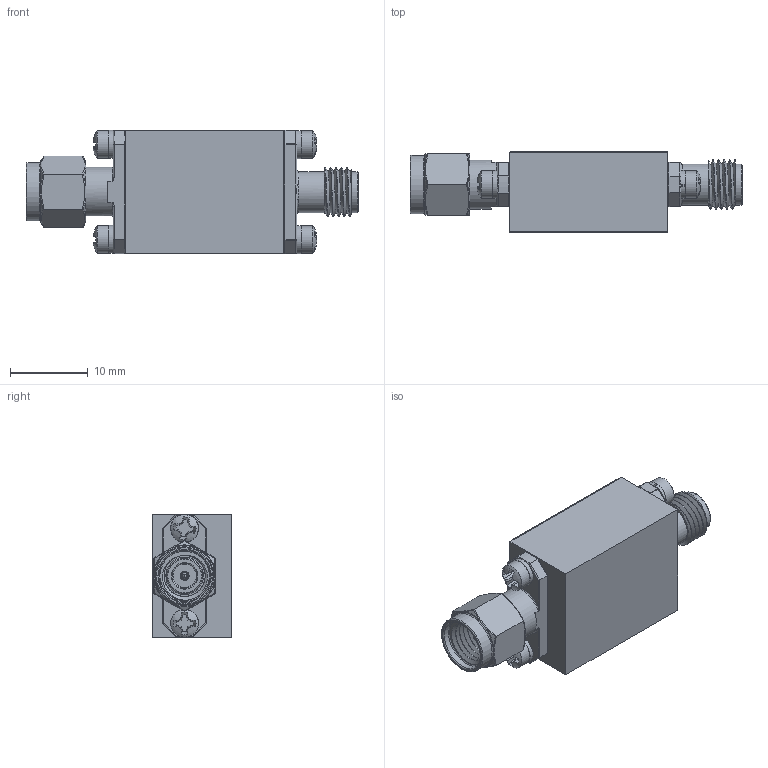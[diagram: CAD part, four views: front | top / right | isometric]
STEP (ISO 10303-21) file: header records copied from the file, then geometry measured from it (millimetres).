
FILE_DESCRIPTION (( 'STEP AP214' ), '1' );
FILE_NAME ('LM-0R1G4G-100W-15DBM-SMF-ROHS 3D MODEL.STEP', '2025-03-28T13:06:07', ( '' ), ( '' ), 'SwSTEP 2.0', 'SolidWorks 2024', '' );
FILE_SCHEMA (( 'AUTOMOTIVE_DESIGN' ));
Length unit declared in the file: inch
Products named in the file (1): LM-0R1G4G-100W-15DBM-SMF-ROHS 3D MODEL
Bounding box: 42.7 x 10.29 x 15.89 mm (x, y, z)
Volume: 3896.1 mm3; surface area: 5272.2 mm2
Topology: 28 solids, 28 shells, 978 faces, 3807 edges, 3033 vertices
Faces by surface type: plane 523, cylinder 206, torus 81, cone 75, bspline 47, sphere 46
Full cylindrical faces by diameter (mm): 0.508 x4, 0.762 x2, 0.914 x3, 1.016 x1, 1.168 x2, 1.191 x8, 1.27 x1, 1.524 x16, 1.778 x12, 1.943 x1, 2.184 x8, 2.591 x2, 2.642 x2, 3.302 x1, 3.556 x4, 3.759 x2, 4.013 x2, 4.089 x2, 4.191 x2, 4.572 x1, 4.597 x2, 5.08 x2, 5.283 x7, 6.325 x1, 6.604 x1, 7.493 x2
Entity records: 52724 total; most frequent: CARTESIAN_POINT 11153, ORIENTED_EDGE 7000, DIRECTION 5612, EDGE_CURVE 3500, VERTEX_POINT 2964, VECTOR 2320, LINE 2320, AXIS2_PLACEMENT_3D 1646
